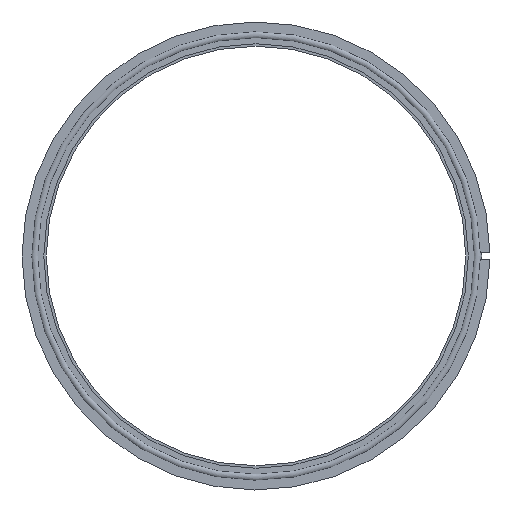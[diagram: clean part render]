
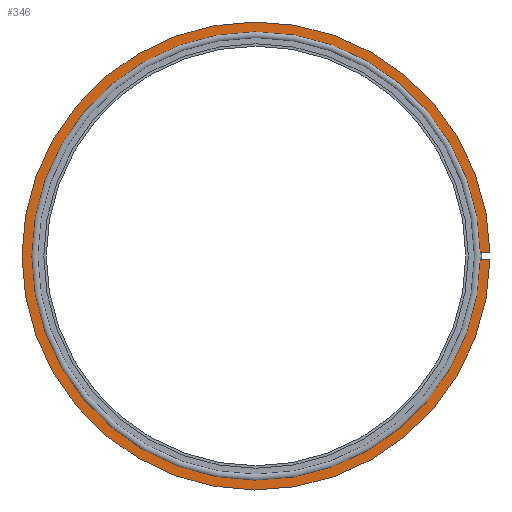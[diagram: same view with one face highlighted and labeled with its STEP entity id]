
A CAD part, front view. The second image highlights one B-rep face of the part: STEP entity #346.
In plain terms, the highlighted planar face has unit normal (0, -1, 0).
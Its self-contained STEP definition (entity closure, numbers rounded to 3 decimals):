
#49=LINE('',#684,#64);
#55=LINE('',#735,#70);
#64=VECTOR('',#558,10.);
#70=VECTOR('',#566,10.);
#96=FACE_OUTER_BOUND('',#119,.T.);
#119=EDGE_LOOP('',(#302,#303,#304,#305));
#146=CIRCLE('',#473,137.461);
#148=CIRCLE('',#476,143.51);
#172=VERTEX_POINT('',#667);
#173=VERTEX_POINT('',#683);
#180=VERTEX_POINT('',#732);
#181=VERTEX_POINT('',#734);
#210=EDGE_CURVE('',#173,#172,#49,.T.);
#218=EDGE_CURVE('',#181,#180,#55,.T.);
#225=EDGE_CURVE('',#172,#181,#146,.T.);
#227=EDGE_CURVE('',#173,#180,#148,.T.);
#302=ORIENTED_EDGE('',*,*,#218,.T.);
#303=ORIENTED_EDGE('',*,*,#227,.F.);
#304=ORIENTED_EDGE('',*,*,#210,.T.);
#305=ORIENTED_EDGE('',*,*,#225,.T.);
#329=PLANE('',#475);
#346=ADVANCED_FACE('',(#96),#329,.T.);
#473=AXIS2_PLACEMENT_3D('',#761,#581,#582);
#475=AXIS2_PLACEMENT_3D('',#763,#585,#586);
#476=AXIS2_PLACEMENT_3D('',#764,#587,#588);
#558=DIRECTION('',(0.,0.,-1.));
#566=DIRECTION('',(0.,0.,1.));
#581=DIRECTION('center_axis',(0.,1.,0.));
#582=DIRECTION('ref_axis',(1.,0.,0.));
#585=DIRECTION('center_axis',(0.,-1.,0.));
#586=DIRECTION('ref_axis',(0.,0.,-1.));
#587=DIRECTION('center_axis',(0.,1.,0.));
#588=DIRECTION('ref_axis',(1.,0.,0.));
#667=CARTESIAN_POINT('',(2.,2.,137.447));
#683=CARTESIAN_POINT('',(2.,2.,143.496));
#684=CARTESIAN_POINT('',(2.,2.,71.748));
#732=CARTESIAN_POINT('',(-2.,2.,143.496));
#734=CARTESIAN_POINT('',(-2.,2.,137.447));
#735=CARTESIAN_POINT('',(-2.,2.,68.723));
#761=CARTESIAN_POINT('Origin',(0.,2.,0.));
#763=CARTESIAN_POINT('Origin',(-143.51,2.,0.));
#764=CARTESIAN_POINT('Origin',(0.,2.,0.));
